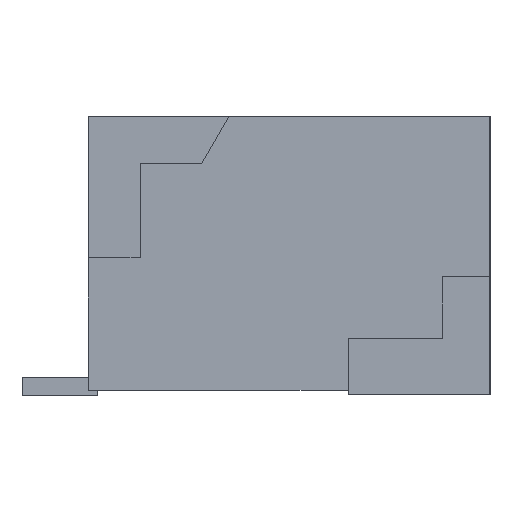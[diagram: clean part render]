
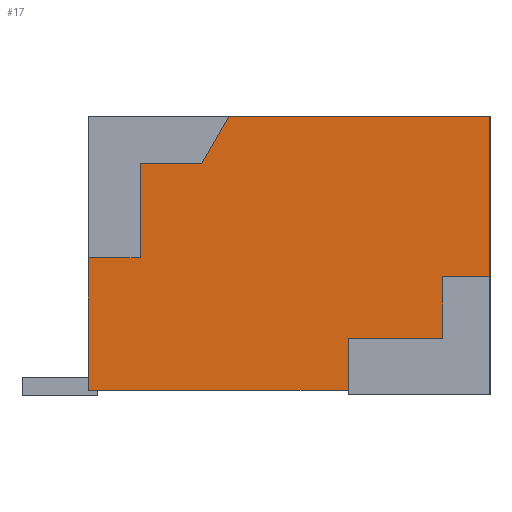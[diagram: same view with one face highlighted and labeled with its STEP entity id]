
A CAD part, left-side view. The second image highlights one B-rep face of the part: STEP entity #17.
In plain terms, the highlighted planar face has unit normal (-1, 0, 0).
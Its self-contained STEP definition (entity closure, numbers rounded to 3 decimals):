
#17=ADVANCED_FACE('',(#18),#92,.F.);
#18=FACE_BOUND('',#19,.F.);
#19=EDGE_LOOP('',(#20,#29,#36,#41,#46,#51,#58,#64,#70,#77,#84,#89));
#20=ORIENTED_EDGE('',*,*,#21,.F.);
#21=EDGE_CURVE('',#22,#24,#26,.T.);
#22=VERTEX_POINT('',#23);
#23=CARTESIAN_POINT('',(-6.,1.775,0.06));
#24=VERTEX_POINT('',#25);
#25=CARTESIAN_POINT('',(-6.,-0.975,0.06));
#26=LINE('',#23,#27);
#27=VECTOR('',#28,1.);
#28=DIRECTION('',(0.,-1.,0.));
#29=ORIENTED_EDGE('',*,*,#30,.T.);
#30=EDGE_CURVE('',#22,#31,#33,.T.);
#31=VERTEX_POINT('',#32);
#32=CARTESIAN_POINT('',(-6.,1.775,1.46));
#33=LINE('',#23,#34);
#34=VECTOR('',#35,1.);
#35=DIRECTION('',(0.,0.,1.));
#36=ORIENTED_EDGE('',*,*,#37,.T.);
#37=EDGE_CURVE('',#31,#38,#40,.T.);
#38=VERTEX_POINT('',#39);
#39=CARTESIAN_POINT('',(-6.,1.225,1.46));
#40=LINE('',#32,#27);
#41=ORIENTED_EDGE('',*,*,#42,.T.);
#42=EDGE_CURVE('',#38,#43,#45,.T.);
#43=VERTEX_POINT('',#44);
#44=CARTESIAN_POINT('',(-6.,1.225,2.46));
#45=LINE('',#39,#34);
#46=ORIENTED_EDGE('',*,*,#47,.T.);
#47=EDGE_CURVE('',#43,#48,#50,.T.);
#48=VERTEX_POINT('',#49);
#49=CARTESIAN_POINT('',(-6.,0.575,2.46));
#50=LINE('',#44,#27);
#51=ORIENTED_EDGE('',*,*,#52,.T.);
#52=EDGE_CURVE('',#48,#53,#55,.T.);
#53=VERTEX_POINT('',#54);
#54=CARTESIAN_POINT('',(-6.,0.286,2.96));
#55=LINE('',#49,#56);
#56=VECTOR('',#57,1.);
#57=DIRECTION('',(0.,-0.5,0.866));
#58=ORIENTED_EDGE('',*,*,#59,.T.);
#59=EDGE_CURVE('',#53,#60,#62,.T.);
#60=VERTEX_POINT('',#61);
#61=CARTESIAN_POINT('',(-6.,-2.475,2.96));
#62=LINE('',#63,#27);
#63=CARTESIAN_POINT('',(-6.,1.775,2.96));
#64=ORIENTED_EDGE('',*,*,#65,.F.);
#65=EDGE_CURVE('',#66,#60,#68,.T.);
#66=VERTEX_POINT('',#67);
#67=CARTESIAN_POINT('',(-6.,-2.475,1.26));
#68=LINE('',#69,#34);
#69=CARTESIAN_POINT('',(-6.,-2.475,0.06));
#70=ORIENTED_EDGE('',*,*,#71,.T.);
#71=EDGE_CURVE('',#66,#72,#74,.T.);
#72=VERTEX_POINT('',#73);
#73=CARTESIAN_POINT('',(-6.,-1.975,1.26));
#74=LINE('',#67,#75);
#75=VECTOR('',#76,1.);
#76=DIRECTION('',(0.,1.,0.));
#77=ORIENTED_EDGE('',*,*,#78,.T.);
#78=EDGE_CURVE('',#72,#79,#81,.T.);
#79=VERTEX_POINT('',#80);
#80=CARTESIAN_POINT('',(-6.,-1.975,0.61));
#81=LINE('',#73,#82);
#82=VECTOR('',#83,1.);
#83=DIRECTION('',(0.,0.,-1.));
#84=ORIENTED_EDGE('',*,*,#85,.T.);
#85=EDGE_CURVE('',#79,#86,#88,.T.);
#86=VERTEX_POINT('',#87);
#87=CARTESIAN_POINT('',(-6.,-0.975,0.61));
#88=LINE('',#80,#75);
#89=ORIENTED_EDGE('',*,*,#90,.T.);
#90=EDGE_CURVE('',#86,#24,#91,.T.);
#91=LINE('',#87,#82);
#92=PLANE('',#93);
#93=AXIS2_PLACEMENT_3D('',#23,#94,#28);
#94=DIRECTION('',(1.,0.,0.));
